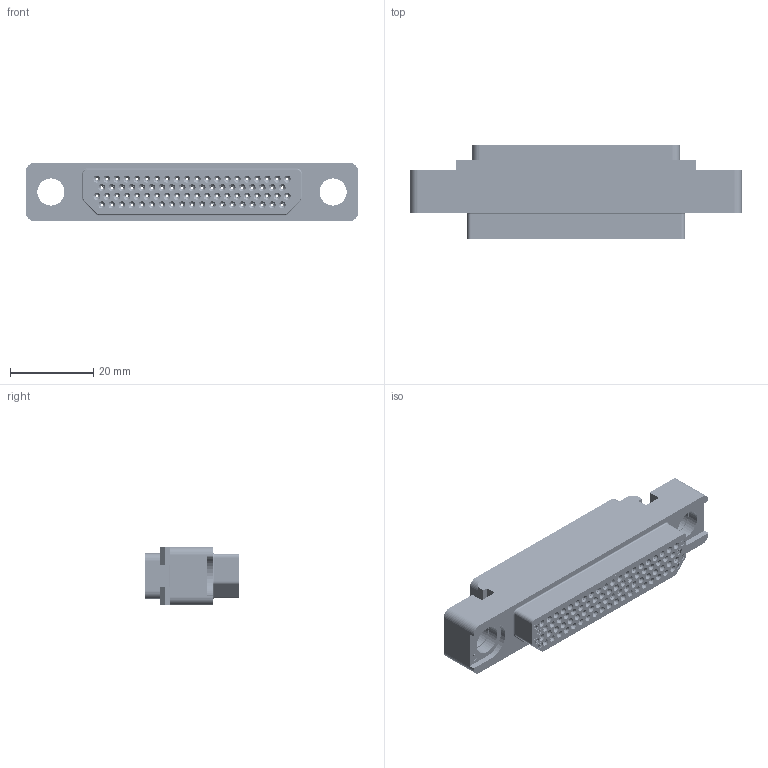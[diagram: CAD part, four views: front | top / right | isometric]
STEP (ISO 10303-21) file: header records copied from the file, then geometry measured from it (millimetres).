
FILE_DESCRIPTION((''),'2;1');
FILE_NAME('1900ND02S1X00C','2019-10-29T',('presta_be4'),(''),'CREO PARAMETRIC BY PTC INC, 2018360','CREO PARAMETRIC BY PTC INC, 2018360','');
FILE_SCHEMA(('CONFIG_CONTROL_DESIGN'));
Products named in the file (1): 1900ND02S1X00C
Bounding box: 80 x 22.55 x 14 mm (x, y, z)
Volume: 11692.8 mm3; surface area: 14355.3 mm2
Topology: 1 solids, 1 shells, 6579 faces, 14803 edges, 8710 vertices
Faces by surface type: torus 1890, cylinder 1706, plane 1660, cone 1096, extrusion 223, bspline 4
Entity records: 185117 total; most frequent: DIRECTION 35050, CARTESIAN_POINT 33076, ORIENTED_EDGE 29606, EDGE_CURVE 14803, AXIS2_PLACEMENT_3D 14162, VERTEX_POINT 8710, CIRCLE 7810, EDGE_LOOP 7377
